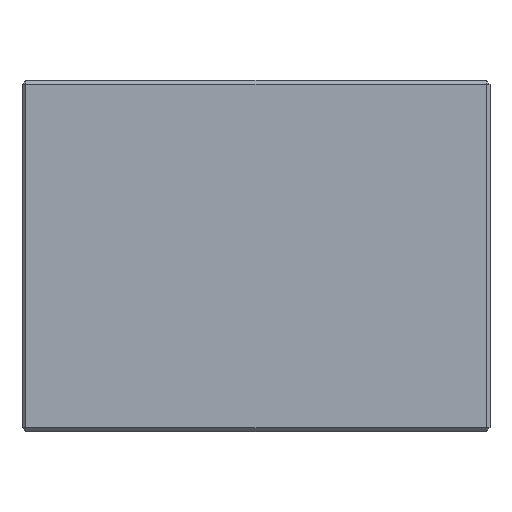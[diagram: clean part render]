
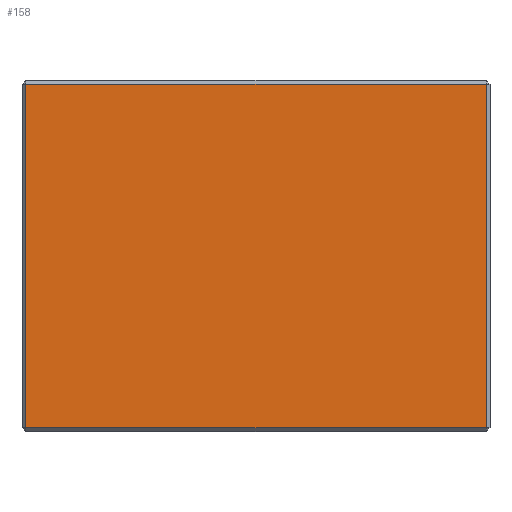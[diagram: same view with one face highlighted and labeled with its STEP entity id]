
A CAD part, front view. The second image highlights one B-rep face of the part: STEP entity #158.
In plain terms, the highlighted planar face has unit normal (0, -1, 0).
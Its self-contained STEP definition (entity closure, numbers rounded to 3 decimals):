
#122=FACE_OUTER_BOUND('',#434,.T.);
#158=ADVANCED_FACE('',(#122),#220,.F.);
#220=PLANE('',#903);
#264=LINE('',#1286,#315);
#265=LINE('',#1289,#316);
#266=LINE('',#1291,#317);
#267=LINE('',#1293,#318);
#315=VECTOR('',#1026,1.);
#316=VECTOR('',#1027,1.);
#317=VECTOR('',#1028,1.);
#318=VECTOR('',#1029,1.);
#434=EDGE_LOOP('',(#538,#539,#540,#541));
#538=ORIENTED_EDGE('',*,*,#782,.T.);
#539=ORIENTED_EDGE('',*,*,#783,.T.);
#540=ORIENTED_EDGE('',*,*,#784,.T.);
#541=ORIENTED_EDGE('',*,*,#785,.T.);
#718=VERTEX_POINT('',#1287);
#719=VERTEX_POINT('',#1288);
#720=VERTEX_POINT('',#1290);
#721=VERTEX_POINT('',#1292);
#782=EDGE_CURVE('',#718,#719,#264,.T.);
#783=EDGE_CURVE('',#719,#720,#265,.T.);
#784=EDGE_CURVE('',#720,#721,#266,.T.);
#785=EDGE_CURVE('',#721,#718,#267,.T.);
#903=AXIS2_PLACEMENT_3D('',#1294,#1030,#1031);
#1026=DIRECTION('',(0.,0.,-1.));
#1027=DIRECTION('',(1.,0.,0.));
#1028=DIRECTION('',(0.,0.,1.));
#1029=DIRECTION('',(-1.,0.,0.));
#1030=DIRECTION('',(0.,1.,0.));
#1031=DIRECTION('',(0.,0.,1.));
#1286=CARTESIAN_POINT('',(1.,-45.,45.));
#1287=CARTESIAN_POINT('',(1.,-45.,44.));
#1288=CARTESIAN_POINT('',(1.,-45.,-44.));
#1289=CARTESIAN_POINT('',(120.,-45.,-44.));
#1290=CARTESIAN_POINT('',(119.,-45.,-44.));
#1291=CARTESIAN_POINT('',(119.,-45.,45.));
#1292=CARTESIAN_POINT('',(119.,-45.,44.));
#1293=CARTESIAN_POINT('',(120.,-45.,44.));
#1294=CARTESIAN_POINT('',(120.,-45.,45.));
